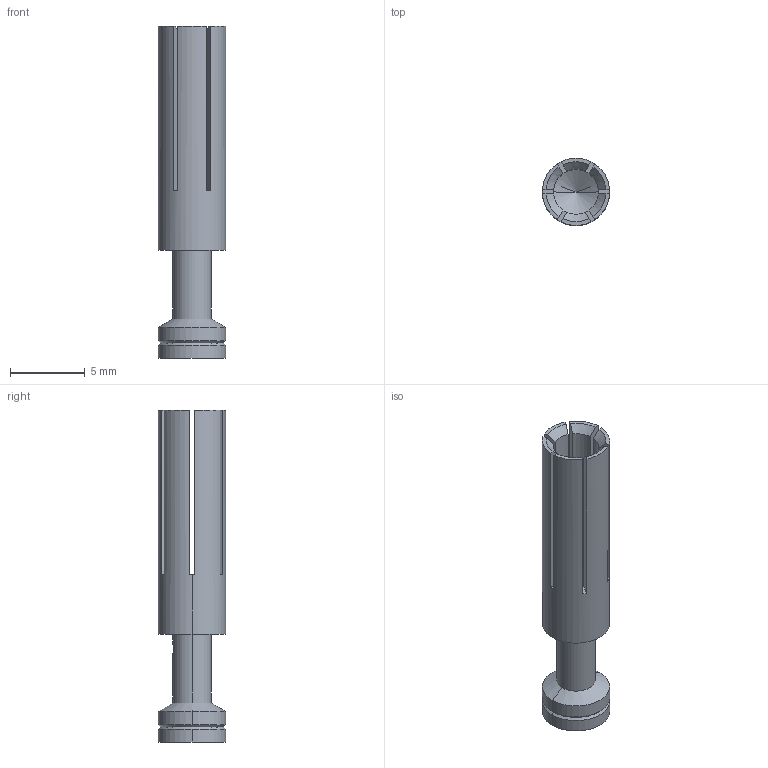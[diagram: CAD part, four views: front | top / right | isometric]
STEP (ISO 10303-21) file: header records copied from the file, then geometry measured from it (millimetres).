
FILE_DESCRIPTION (( 'STEP AP203' ), '1' );
FILE_NAME ('14105364.step', '2025-03-19T11:47:29', ( '' ), ( '' ), 'SwSTEP 2.0', 'SolidWorks 2024', '' );
FILE_SCHEMA (( 'CONFIG_CONTROL_DESIGN' ));
Length unit declared in the file: millimetre
Products named in the file (1): 14105364
Bounding box: 4.5 x 4.5 x 22.2 mm (x, y, z)
Volume: 187.4 mm3; surface area: 526.7 mm2
Topology: 1 solids, 1 shells, 62 faces, 154 edges, 92 vertices
Faces by surface type: plane 26, cylinder 18, cone 18
Entity records: 1943 total; most frequent: CARTESIAN_POINT 395, DIRECTION 322, ORIENTED_EDGE 300, EDGE_CURVE 150, AXIS2_PLACEMENT_3D 125, VERTEX_POINT 92, VECTOR 72, LINE 72
